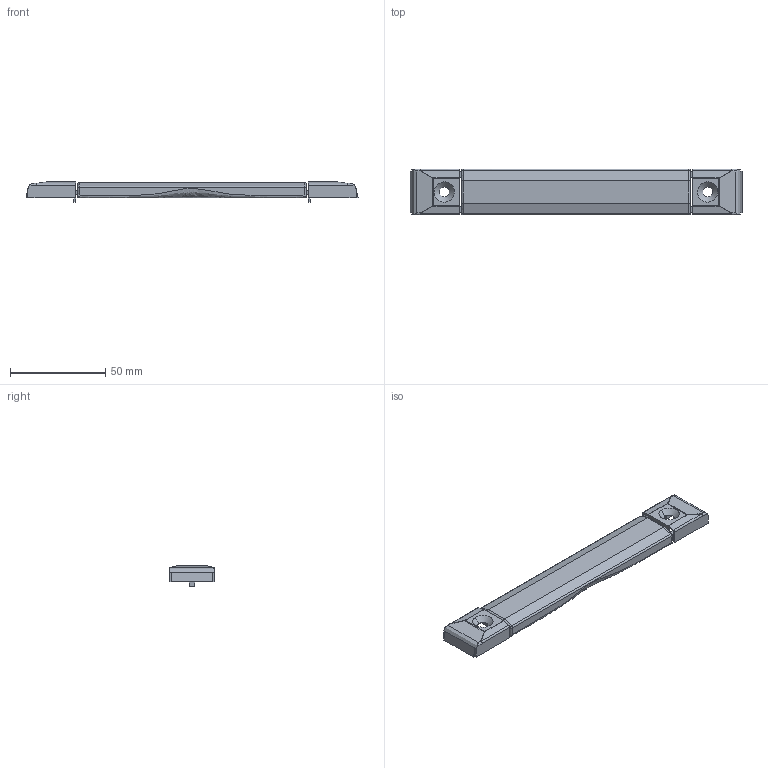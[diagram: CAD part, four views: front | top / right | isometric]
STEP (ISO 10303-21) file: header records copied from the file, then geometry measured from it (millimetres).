
FILE_DESCRIPTION((''),'2;1');
FILE_NAME('','2005-10-07T12:19:48',(''),(''),'','CADfix','');
FILE_SCHEMA(('AUTOMOTIVE_DESIGN'));
Length unit declared in the file: millimetre
Products named in the file (4): arm; bracket; grip; THA_185_1_1060_36
Assembly tree (5 placements, depth 2):
  THA_185_1_1060_36
    arm  x2
    bracket  x2
    grip
Bounding box: 174 x 24 x 10.8 mm (x, y, z)
Volume: 23170.6 mm3; surface area: 17749.4 mm2
Topology: 5 solids, 5 shells, 170 faces, 466 edges, 304 vertices
Faces by surface type: bspline 170
Entity records: 3458 total; most frequent: CARTESIAN_POINT 1752, ORIENTED_EDGE 542, EDGE_CURVE 271, QUASI_UNIFORM_CURVE 203, VERTEX_POINT 174, EDGE_LOOP 107, FACE_OUTER_BOUND 103, ADVANCED_FACE 103
